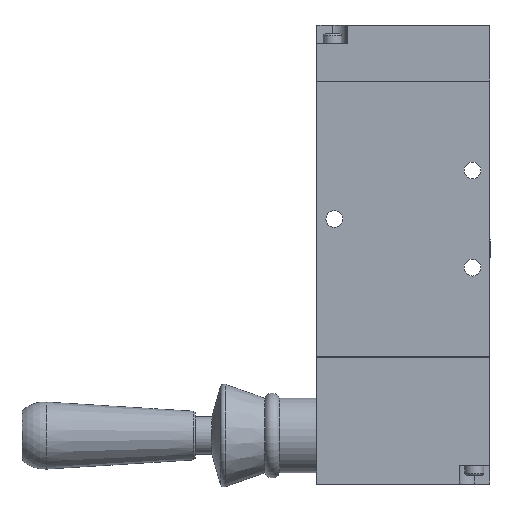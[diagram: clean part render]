
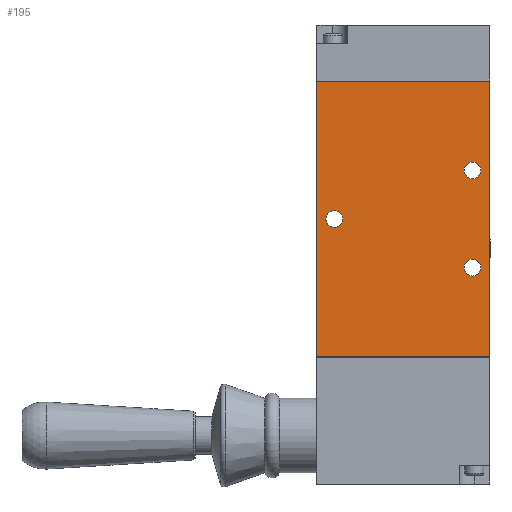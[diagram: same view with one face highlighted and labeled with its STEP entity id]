
A CAD part, left-side view. The second image highlights one B-rep face of the part: STEP entity #195.
In plain terms, the highlighted planar face has unit normal (-1, 0, 0).
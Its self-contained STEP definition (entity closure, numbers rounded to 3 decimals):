
#195 = ADVANCED_FACE( '', ( #495, #496, #497, #498 ), #499, .T. );
#495 = FACE_BOUND( '', #825, .T. );
#496 = FACE_BOUND( '', #826, .T. );
#497 = FACE_BOUND( '', #827, .T. );
#498 = FACE_OUTER_BOUND( '', #828, .T. );
#499 = PLANE( '', #829 );
#825 = EDGE_LOOP( '', ( #1783 ) );
#826 = EDGE_LOOP( '', ( #1784 ) );
#827 = EDGE_LOOP( '', ( #1785 ) );
#828 = EDGE_LOOP( '', ( #1786, #1787, #1788, #1789 ) );
#829 = AXIS2_PLACEMENT_3D( '', #1790, #1791, #1792 );
#1783 = ORIENTED_EDGE( '', *, *, #1899, .T. );
#1784 = ORIENTED_EDGE( '', *, *, #1896, .T. );
#1785 = ORIENTED_EDGE( '', *, *, #1877, .T. );
#1786 = ORIENTED_EDGE( '', *, *, #2128, .T. );
#1787 = ORIENTED_EDGE( '', *, *, #2163, .T. );
#1788 = ORIENTED_EDGE( '', *, *, #2150, .F. );
#1789 = ORIENTED_EDGE( '', *, *, #2159, .F. );
#1790 = CARTESIAN_POINT( '', ( -15., 23.2, -84. ) );
#1791 = DIRECTION( '', ( -1., 0., 0. ) );
#1792 = DIRECTION( '', ( 0., -1., 0. ) );
#1877 = EDGE_CURVE( '', #2179, #2179, #2180, .T. );
#1896 = EDGE_CURVE( '', #2216, #2216, #2217, .T. );
#1899 = EDGE_CURVE( '', #2222, #2222, #2223, .F. );
#2128 = EDGE_CURVE( '', #2609, #2610, #2611, .T. );
#2150 = EDGE_CURVE( '', #2649, #2650, #2651, .T. );
#2159 = EDGE_CURVE( '', #2609, #2649, #2663, .T. );
#2163 = EDGE_CURVE( '', #2610, #2650, #2668, .T. );
#2179 = VERTEX_POINT( '', #2692 );
#2180 = CIRCLE( '', #2693, 2.25 );
#2216 = VERTEX_POINT( '', #2769 );
#2217 = CIRCLE( '', #2770, 2.25 );
#2222 = VERTEX_POINT( '', #2775 );
#2223 = CIRCLE( '', #2776, 2.25 );
#2609 = VERTEX_POINT( '', #3369 );
#2610 = VERTEX_POINT( '', #3370 );
#2611 = LINE( '', #3371, #3372 );
#2649 = VERTEX_POINT( '', #3421 );
#2650 = VERTEX_POINT( '', #3422 );
#2651 = LINE( '', #3423, #3424 );
#2663 = LINE( '', #3443, #3444 );
#2668 = LINE( '', #3451, #3452 );
#2692 = CARTESIAN_POINT( '', ( -15., -18.5, -36.25 ) );
#2693 = AXIS2_PLACEMENT_3D( '', #3478, #3479, #3480 );
#2769 = CARTESIAN_POINT( '', ( -15., -18.5, -62.25 ) );
#2770 = AXIS2_PLACEMENT_3D( '', #3506, #3507, #3508 );
#2775 = CARTESIAN_POINT( '', ( -15., 16.25, -47. ) );
#2776 = AXIS2_PLACEMENT_3D( '', #3515, #3516, #3517 );
#3369 = CARTESIAN_POINT( '', ( -15., 23.2, -83.9 ) );
#3370 = CARTESIAN_POINT( '', ( -15., -23.2, -83.9 ) );
#3371 = CARTESIAN_POINT( '', ( -15., 23.2, -83.9 ) );
#3372 = VECTOR( '', #3788, 1000. );
#3421 = CARTESIAN_POINT( '', ( -15., 23.2, -10.1 ) );
#3422 = CARTESIAN_POINT( '', ( -15., -23.2, -10.1 ) );
#3423 = CARTESIAN_POINT( '', ( -15., 23.2, -10.1 ) );
#3424 = VECTOR( '', #3830, 1000. );
#3443 = CARTESIAN_POINT( '', ( -15., 23.2, -84. ) );
#3444 = VECTOR( '', #3841, 1000. );
#3451 = CARTESIAN_POINT( '', ( -15., -23.2, -84. ) );
#3452 = VECTOR( '', #3847, 1000. );
#3478 = CARTESIAN_POINT( '', ( -15., -18.5, -34. ) );
#3479 = DIRECTION( '', ( 1., 0., 0. ) );
#3480 = DIRECTION( '', ( 0., 0., -1. ) );
#3506 = CARTESIAN_POINT( '', ( -15., -18.5, -60. ) );
#3507 = DIRECTION( '', ( 1., 0., 0. ) );
#3508 = DIRECTION( '', ( 0., 0., -1. ) );
#3515 = CARTESIAN_POINT( '', ( -15., 18.5, -47. ) );
#3516 = DIRECTION( '', ( -1., 0., 0. ) );
#3517 = DIRECTION( '', ( 0., -1., 0. ) );
#3788 = DIRECTION( '', ( 0., -1., 0. ) );
#3830 = DIRECTION( '', ( 0., -1., 0. ) );
#3841 = DIRECTION( '', ( 0., 0., 1. ) );
#3847 = DIRECTION( '', ( 0., 0., 1. ) );
